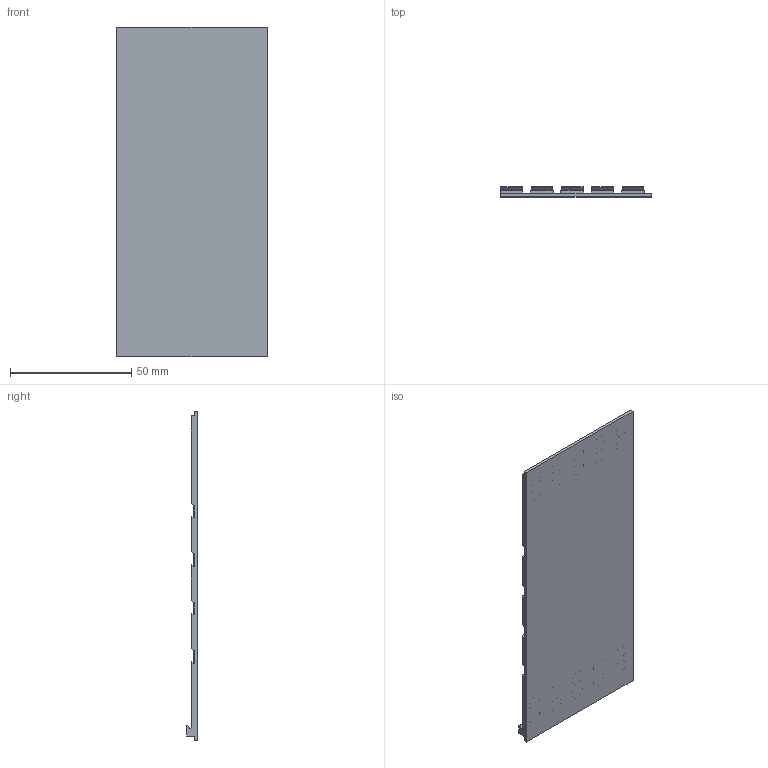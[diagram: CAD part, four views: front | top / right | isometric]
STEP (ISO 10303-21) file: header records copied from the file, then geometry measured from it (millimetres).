
FILE_DESCRIPTION(/* description */ ('','CAx-IF Rec.Pracs.---Representation and Presentation of Product Manufacturing Information (PMI)---4.0---2014-10-13'),/* implementation_level */ '2;1');
FILE_NAME(/* name */ '',/* time_stamp */ '2020-01-07T13:19:16-05:00',/* author */ (''),/* organization */ (''),/* preprocessor_version */ 'ST-DEVELOPER v18',/* originating_system */ '',/* authorisation */ '');
FILE_SCHEMA (('AP242_MANAGED_MODEL_BASED_3D_ENGINEERING_MIM_LF { 1 0 10303 442 1 1 4 }'));
Length unit declared in the file: inch
Products named in the file (1): AutoFeederBase
Bounding box: 62 x 4.5 x 136 mm (x, y, z)
Volume: 17314.6 mm3; surface area: 20260.3 mm2
Topology: 1 solids, 1 shells, 389 faces, 1089 edges, 722 vertices
Faces by surface type: plane 259, cylinder 110, cone 20
Full cylindrical faces by diameter (mm): 6 x20
Entity records: 12718 total; most frequent: CARTESIAN_POINT 2218, DIRECTION 2211, ORIENTED_EDGE 2178, EDGE_CURVE 1089, LINE 773, VECTOR 773, VERTEX_POINT 722, AXIS2_PLACEMENT_3D 719
